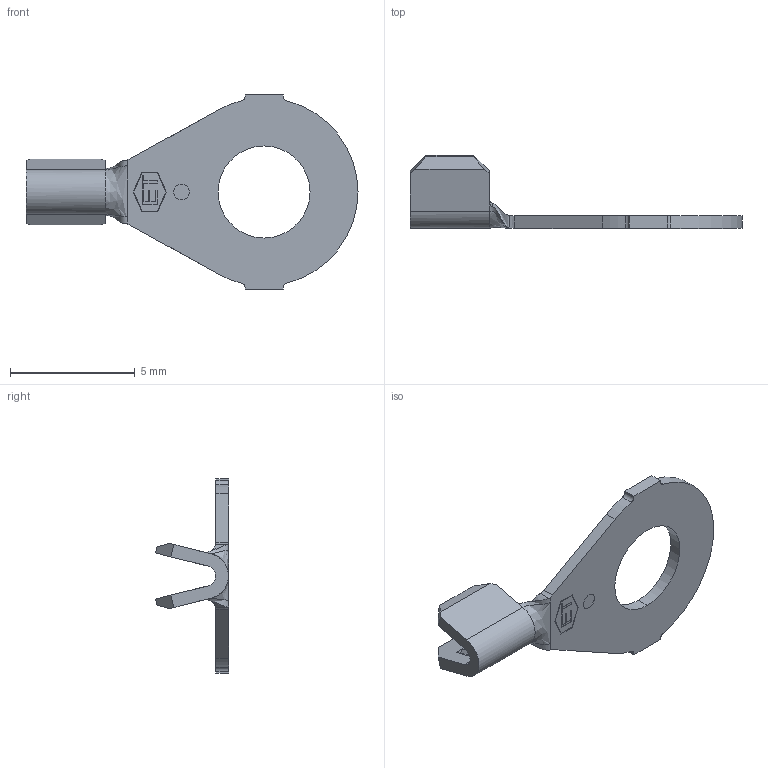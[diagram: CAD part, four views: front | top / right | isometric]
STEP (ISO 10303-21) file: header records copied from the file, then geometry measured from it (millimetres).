
FILE_DESCRIPTION (( 'STEP AP203' ), '1' );
FILE_NAME ('00900.STEP', '2015-02-06T14:09:58', ( '' ), ( '' ), 'SwSTEP 2.0', 'SolidWorks 2014', '' );
FILE_SCHEMA (( 'CONFIG_CONTROL_DESIGN' ));
Length unit declared in the file: inch
Products named in the file (1): 00900
Bounding box: 13.28 x 2.92 x 7.77 mm (x, y, z)
Volume: 31 mm3; surface area: 152.8 mm2
Topology: 1 solids, 1 shells, 123 faces, 318 edges, 202 vertices
Faces by surface type: plane 86, cylinder 19, bspline 12, cone 6
Entity records: 4259 total; most frequent: CARTESIAN_POINT 1260, ORIENTED_EDGE 636, DIRECTION 546, EDGE_CURVE 318, VECTOR 248, LINE 248, VERTEX_POINT 202, AXIS2_PLACEMENT_3D 149
